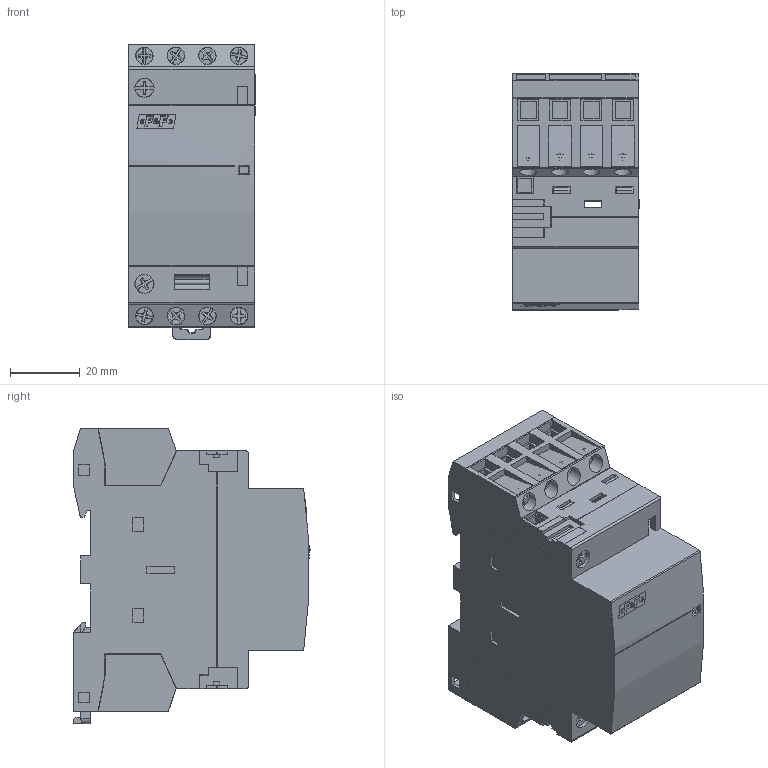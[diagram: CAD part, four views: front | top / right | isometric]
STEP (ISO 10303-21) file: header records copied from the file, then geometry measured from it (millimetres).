
FILE_DESCRIPTION(('STEP AP242'), '1');
FILE_NAME('ST25-40 ñáîðêà', '', ('UNSPECIFIED'), ('UNSPECIFIED'), 'C3D Converter', 'C3D Toolkit', '');
FILE_SCHEMA(('AP242_MANAGED_MODEL_BASED_3D_ENGINEERING_MIM_LF { 1 0 10303 442 1 1 4 }'));
Length unit declared in the file: millimetre
Assembly tree (16 placements, depth 3):
  (unnamed)
    (unnamed)
    (unnamed)  x2
      (unnamed)
    (unnamed)
    (unnamed)  x2
    (unnamed)
    (unnamed)
    (unnamed)
    (unnamed)
    (unnamed)
    (unnamed)
Bounding box: 36.2 x 67.75 x 84.5 mm (x, y, z)
Volume: 54229.3 mm3; surface area: 57211.8 mm2
Topology: 30 solids, 30 shells, 1469 faces, 3862 edges, 2491 vertices
Faces by surface type: plane 1117, cylinder 148, extrusion 107, torus 76, cone 10, sphere 9, bspline 2
Full cylindrical faces by diameter (mm): 1.5 x2, 2.3 x10, 5 x16, 5.5 x4, 6.5 x2
Entity records: 37222 total; most frequent: CARTESIAN_POINT 7270, ORIENTED_EDGE 6018, DIRECTION 5202, EDGE_CURVE 3009, VECTOR 2562, LINE 2455, VERTEX_POINT 1954, AXIS2_PLACEMENT_3D 1320
